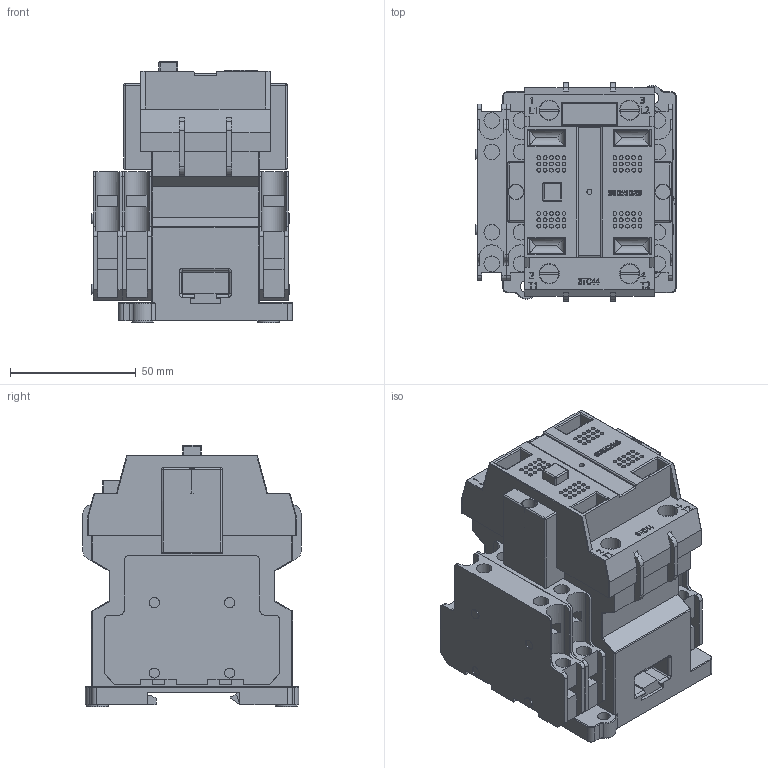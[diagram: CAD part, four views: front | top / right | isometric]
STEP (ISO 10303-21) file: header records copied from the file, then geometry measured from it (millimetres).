
FILE_DESCRIPTION(('STEP AP214'),'1');
FILE_NAME('cctmp_29BFFE5F-5698-4C72-86ED-A3DB0B647488_2023_07_21_14_25_02_0124..stp','2023-07-21T12:25:03',('SIEMENS A&D'),('CADClick - www.CADClick.com'),'Spatial InterOp 3D postprocessed',' ','unknown authorization');
FILE_SCHEMA(('AUTOMOTIVE_DESIGN'));
Length unit declared in the file: millimetre
Products named in the file (6): cc_unnamed; 2023_07_21_14_25_02_0060; 2023_07_21_14_25_02_0029; 2023_07_21_14_25_01_0997; 2023_07_21_14_25_01_0966; 2023_07_21_14_25_01_0935
Assembly tree (5 placements, depth 2):
  cc_unnamed
    2023_07_21_14_25_02_0060
    2023_07_21_14_25_02_0029
    2023_07_21_14_25_01_0997
    2023_07_21_14_25_01_0966
    2023_07_21_14_25_01_0935
Bounding box: 79.7 x 87 x 104 mm (x, y, z)
Volume: 429007.2 mm3; surface area: 83942 mm2
Topology: 5 solids, 5 shells, 1363 faces, 3431 edges, 2214 vertices
Faces by surface type: plane 743, cylinder 447, bspline 137, torus 16, sphere 16, cone 4
Entity records: 51387 total; most frequent: CARTESIAN_POINT 14899, ORIENTED_EDGE 6822, DIRECTION 6341, EDGE_CURVE 3411, LINE 2249, VECTOR 2249, VERTEX_POINT 2214, AXIS2_PLACEMENT_3D 2046
